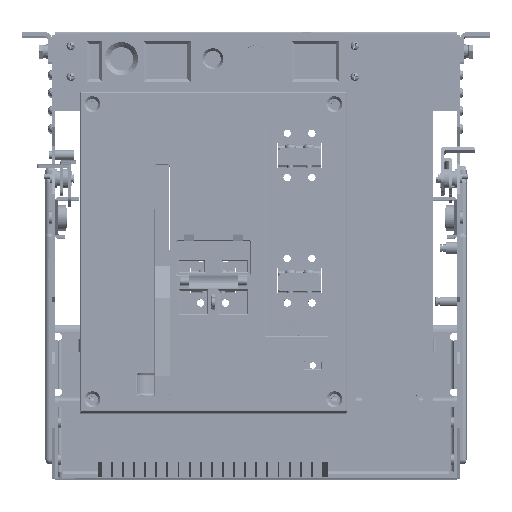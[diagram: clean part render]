
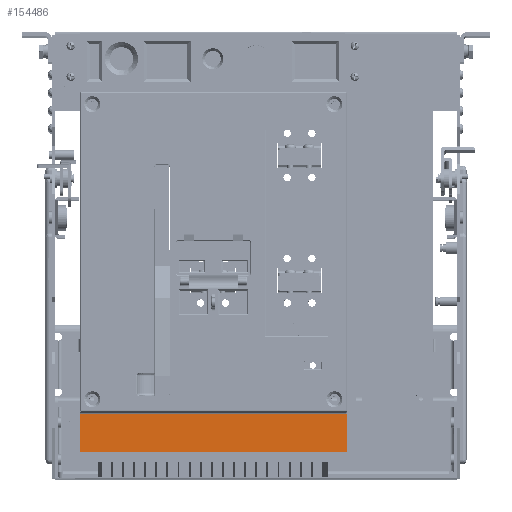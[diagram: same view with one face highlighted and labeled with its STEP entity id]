
A CAD part, left-side view. The second image highlights one B-rep face of the part: STEP entity #154486.
In plain terms, the highlighted planar face has unit normal (-1, 0, 0.005).
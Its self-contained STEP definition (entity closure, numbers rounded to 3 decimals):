
#15958=DIRECTION('',(-0.005,0.,-1.));
#15959=VECTOR('',#15958,30.172);
#15960=CARTESIAN_POINT('',(-177.192,251.496,
-260.556));
#15961=LINE('',#15960,#15959);
#18284=CARTESIAN_POINT('',(-177.192,251.496,
-260.556));
#18292=DIRECTION('',(0.,1.,0.));
#18293=VECTOR('',#18292,214.);
#18294=CARTESIAN_POINT('',(-177.193,36.496,
-260.726));
#18295=LINE('',#18294,#18293);
#20591=CARTESIAN_POINT('',(-177.177,250.496,
-257.728));
#20592=DIRECTION('',(-1.,0.,0.005));
#20593=DIRECTION('',(-0.005,0.333,-0.943));
#20594=AXIS2_PLACEMENT_3D('',#20591,#20592,#20593);
#20596=CARTESIAN_POINT('',(-177.177,36.496,
-257.726));
#20597=DIRECTION('',(-1.,0.,0.005));
#20598=DIRECTION('',(-0.005,0.,-1.));
#20599=AXIS2_PLACEMENT_3D('',#20596,#20597,#20598);
#20601=DIRECTION('',(-0.005,0.,-1.));
#20602=VECTOR('',#20601,30.172);
#20603=CARTESIAN_POINT('',(-177.192,35.496,
-260.555));
#20604=LINE('',#20603,#20602);
#20605=DIRECTION('',(0.,1.,0.));
#20606=VECTOR('',#20605,216.);
#20607=CARTESIAN_POINT('',(-177.35,35.496,
-290.726));
#20608=LINE('',#20607,#20606);
#111028=CARTESIAN_POINT('',(-177.35,251.496,
-290.727));
#111029=VERTEX_POINT('',#111028);
#111030=CARTESIAN_POINT('',(-177.35,35.496,
-290.726));
#111031=VERTEX_POINT('',#111030);
#111110=VERTEX_POINT('',#18284);
#112035=CARTESIAN_POINT('',(-177.193,250.496,
-260.728));
#112036=VERTEX_POINT('',#112035);
#112039=CARTESIAN_POINT('',(-177.193,36.496,
-260.726));
#112040=VERTEX_POINT('',#112039);
#112742=CARTESIAN_POINT('',(-177.192,35.496,
-260.555));
#112743=VERTEX_POINT('',#112742);
#154472=CARTESIAN_POINT('',(-177.271,143.496,
-275.641));
#154473=DIRECTION('',(1.,0.,
-0.005));
#154474=DIRECTION('',(0.,-1.,0.));
#154475=AXIS2_PLACEMENT_3D('',#154472,#154473,#154474);
#154476=PLANE('',#154475);
#154477=ORIENTED_EDGE('',*,*,#151361,.T.);
#154478=ORIENTED_EDGE('',*,*,#151376,.F.);
#154480=ORIENTED_EDGE('',*,*,#154479,.T.);
#154481=ORIENTED_EDGE('',*,*,#154463,.T.);
#154482=ORIENTED_EDGE('',*,*,#148742,.T.);
#154483=ORIENTED_EDGE('',*,*,#148964,.F.);
#154484=EDGE_LOOP('',(#154477,#154478,#154480,#154481,#154482,#154483));
#154485=FACE_OUTER_BOUND('',#154484,.F.);
#154486=ADVANCED_FACE('',(#154485),#154476,.F.);
#20595=CIRCLE('',#20594,3.);
#20600=CIRCLE('',#20599,3.);
#148742=EDGE_CURVE('',#111031,#111029,#20608,.T.);
#148964=EDGE_CURVE('',#111110,#111029,#15961,.T.);
#151361=EDGE_CURVE('',#111110,#112036,#20595,.T.);
#151376=EDGE_CURVE('',#112040,#112036,#18295,.T.);
#154463=EDGE_CURVE('',#112743,#111031,#20604,.T.);
#154479=EDGE_CURVE('',#112040,#112743,#20600,.T.);
